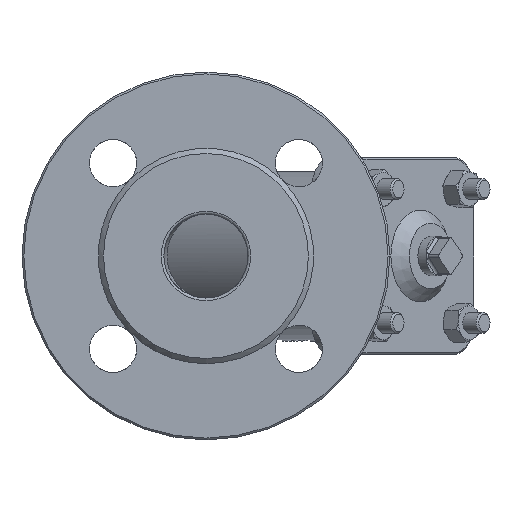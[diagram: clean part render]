
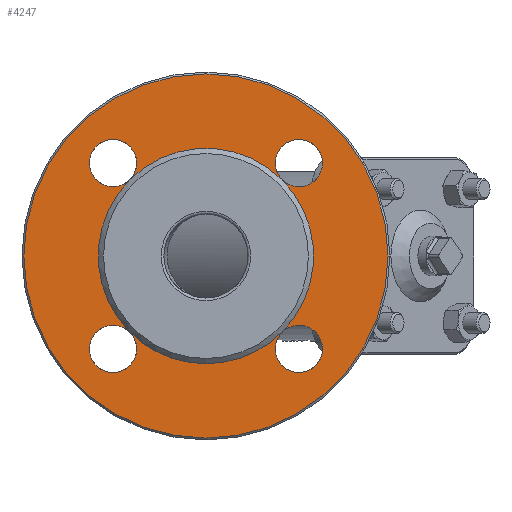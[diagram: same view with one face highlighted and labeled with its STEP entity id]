
A CAD part, left-side view. The second image highlights one B-rep face of the part: STEP entity #4247.
In plain terms, the highlighted planar face has unit normal (-1, 0, 0).
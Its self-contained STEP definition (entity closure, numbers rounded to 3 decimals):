
#145=FACE_BOUND('',#745,.T.);
#208=PLANE('',#4673);
#477=FACE_OUTER_BOUND('',#744,.T.);
#744=EDGE_LOOP('',(#3091));
#745=EDGE_LOOP('',(#3092,#3093,#3094,#3095,#3096,#3097,#3098,#3099,#3100,
#3101,#3102,#3103,#3104));
#1054=CIRCLE('',#4668,41.);
#1055=CIRCLE('',#4669,41.);
#1056=CIRCLE('',#4670,41.);
#1057=CIRCLE('',#4671,41.);
#1058=CIRCLE('',#4672,41.);
#1059=CIRCLE('',#4674,69.3);
#1060=CIRCLE('',#4675,9.);
#1061=CIRCLE('',#4676,9.);
#1062=CIRCLE('',#4677,9.);
#1063=CIRCLE('',#4678,9.);
#1064=CIRCLE('',#4679,9.);
#1065=CIRCLE('',#4680,9.);
#1066=CIRCLE('',#4681,9.);
#1067=CIRCLE('',#4682,9.);
#1837=VERTEX_POINT('',#7835);
#1838=VERTEX_POINT('',#7836);
#1839=VERTEX_POINT('',#7839);
#1840=VERTEX_POINT('',#7841);
#1841=VERTEX_POINT('',#7843);
#1842=VERTEX_POINT('',#7847);
#1843=VERTEX_POINT('',#7849);
#1844=VERTEX_POINT('',#7852);
#1845=VERTEX_POINT('',#7855);
#1846=VERTEX_POINT('',#7858);
#2293=EDGE_CURVE('',#1837,#1838,#1054,.T.);
#2295=EDGE_CURVE('',#1838,#1839,#1055,.T.);
#2296=EDGE_CURVE('',#1839,#1840,#1056,.T.);
#2297=EDGE_CURVE('',#1840,#1841,#1057,.T.);
#2298=EDGE_CURVE('',#1841,#1837,#1058,.T.);
#2299=EDGE_CURVE('',#1842,#1842,#1059,.T.);
#2300=EDGE_CURVE('',#1841,#1843,#1060,.T.);
#2301=EDGE_CURVE('',#1843,#1841,#1061,.T.);
#2302=EDGE_CURVE('',#1840,#1844,#1062,.T.);
#2303=EDGE_CURVE('',#1844,#1840,#1063,.T.);
#2304=EDGE_CURVE('',#1839,#1845,#1064,.T.);
#2305=EDGE_CURVE('',#1845,#1839,#1065,.T.);
#2306=EDGE_CURVE('',#1837,#1846,#1066,.T.);
#2307=EDGE_CURVE('',#1846,#1837,#1067,.T.);
#3091=ORIENTED_EDGE('',*,*,#2299,.F.);
#3092=ORIENTED_EDGE('',*,*,#2300,.T.);
#3093=ORIENTED_EDGE('',*,*,#2301,.T.);
#3094=ORIENTED_EDGE('',*,*,#2297,.F.);
#3095=ORIENTED_EDGE('',*,*,#2302,.T.);
#3096=ORIENTED_EDGE('',*,*,#2303,.T.);
#3097=ORIENTED_EDGE('',*,*,#2296,.F.);
#3098=ORIENTED_EDGE('',*,*,#2304,.T.);
#3099=ORIENTED_EDGE('',*,*,#2305,.T.);
#3100=ORIENTED_EDGE('',*,*,#2295,.F.);
#3101=ORIENTED_EDGE('',*,*,#2293,.F.);
#3102=ORIENTED_EDGE('',*,*,#2306,.T.);
#3103=ORIENTED_EDGE('',*,*,#2307,.T.);
#3104=ORIENTED_EDGE('',*,*,#2298,.F.);
#4247=ADVANCED_FACE('',(#477,#145),#208,.F.);
#4668=AXIS2_PLACEMENT_3D('',#7837,#5426,#5427);
#4669=AXIS2_PLACEMENT_3D('',#7840,#5429,#5430);
#4670=AXIS2_PLACEMENT_3D('',#7842,#5431,#5432);
#4671=AXIS2_PLACEMENT_3D('',#7844,#5433,#5434);
#4672=AXIS2_PLACEMENT_3D('',#7845,#5435,#5436);
#4673=AXIS2_PLACEMENT_3D('',#7846,#5437,#5438);
#4674=AXIS2_PLACEMENT_3D('',#7848,#5439,#5440);
#4675=AXIS2_PLACEMENT_3D('',#7850,#5441,#5442);
#4676=AXIS2_PLACEMENT_3D('',#7851,#5443,#5444);
#4677=AXIS2_PLACEMENT_3D('',#7853,#5445,#5446);
#4678=AXIS2_PLACEMENT_3D('',#7854,#5447,#5448);
#4679=AXIS2_PLACEMENT_3D('',#7856,#5449,#5450);
#4680=AXIS2_PLACEMENT_3D('',#7857,#5451,#5452);
#4681=AXIS2_PLACEMENT_3D('',#7859,#5453,#5454);
#4682=AXIS2_PLACEMENT_3D('',#7860,#5455,#5456);
#5426=DIRECTION('center_axis',(-1.,0.,0.));
#5427=DIRECTION('ref_axis',(0.,0.,1.));
#5429=DIRECTION('center_axis',(-1.,0.,0.));
#5430=DIRECTION('ref_axis',(0.,0.,1.));
#5431=DIRECTION('center_axis',(-1.,0.,0.));
#5432=DIRECTION('ref_axis',(0.,0.,1.));
#5433=DIRECTION('center_axis',(-1.,0.,0.));
#5434=DIRECTION('ref_axis',(0.,0.,1.));
#5435=DIRECTION('center_axis',(-1.,0.,0.));
#5436=DIRECTION('ref_axis',(0.,0.,1.));
#5437=DIRECTION('center_axis',(1.,0.,0.));
#5438=DIRECTION('ref_axis',(0.,0.,-1.));
#5439=DIRECTION('center_axis',(1.,0.,0.));
#5440=DIRECTION('ref_axis',(0.,1.,0.));
#5441=DIRECTION('center_axis',(1.,0.,0.));
#5442=DIRECTION('ref_axis',(0.,-1.,0.));
#5443=DIRECTION('center_axis',(1.,0.,0.));
#5444=DIRECTION('ref_axis',(0.,-1.,0.));
#5445=DIRECTION('center_axis',(1.,0.,0.));
#5446=DIRECTION('ref_axis',(0.,-1.,0.));
#5447=DIRECTION('center_axis',(1.,0.,0.));
#5448=DIRECTION('ref_axis',(0.,-1.,0.));
#5449=DIRECTION('center_axis',(1.,0.,0.));
#5450=DIRECTION('ref_axis',(0.,-1.,0.));
#5451=DIRECTION('center_axis',(1.,0.,0.));
#5452=DIRECTION('ref_axis',(0.,-1.,0.));
#5453=DIRECTION('center_axis',(1.,0.,0.));
#5454=DIRECTION('ref_axis',(0.,-1.,0.));
#5455=DIRECTION('center_axis',(1.,0.,0.));
#5456=DIRECTION('ref_axis',(0.,-1.,0.));
#7835=CARTESIAN_POINT('',(-160.,28.991,-28.991));
#7836=CARTESIAN_POINT('',(-160.,0.,-41.));
#7837=CARTESIAN_POINT('Origin',(-160.,0.,0.));
#7839=CARTESIAN_POINT('',(-160.,-28.991,-28.991));
#7840=CARTESIAN_POINT('Origin',(-160.,0.,0.));
#7841=CARTESIAN_POINT('',(-160.,-28.991,28.991));
#7842=CARTESIAN_POINT('Origin',(-160.,0.,0.));
#7843=CARTESIAN_POINT('',(-160.,28.991,28.991));
#7844=CARTESIAN_POINT('Origin',(-160.,0.,0.));
#7845=CARTESIAN_POINT('Origin',(-160.,0.,0.));
#7846=CARTESIAN_POINT('Origin',(-160.,0.,0.));
#7847=CARTESIAN_POINT('',(-160.,-69.3,0.));
#7848=CARTESIAN_POINT('Origin',(-160.,0.,0.));
#7849=CARTESIAN_POINT('',(-160.,44.355,35.355));
#7850=CARTESIAN_POINT('Origin',(-160.,35.355,35.355));
#7851=CARTESIAN_POINT('Origin',(-160.,35.355,35.355));
#7852=CARTESIAN_POINT('',(-160.,-26.355,35.355));
#7853=CARTESIAN_POINT('Origin',(-160.,-35.355,35.355));
#7854=CARTESIAN_POINT('Origin',(-160.,-35.355,35.355));
#7855=CARTESIAN_POINT('',(-160.,-26.355,-35.355));
#7856=CARTESIAN_POINT('Origin',(-160.,-35.355,-35.355));
#7857=CARTESIAN_POINT('Origin',(-160.,-35.355,-35.355));
#7858=CARTESIAN_POINT('',(-160.,44.355,-35.355));
#7859=CARTESIAN_POINT('Origin',(-160.,35.355,-35.355));
#7860=CARTESIAN_POINT('Origin',(-160.,35.355,-35.355));
